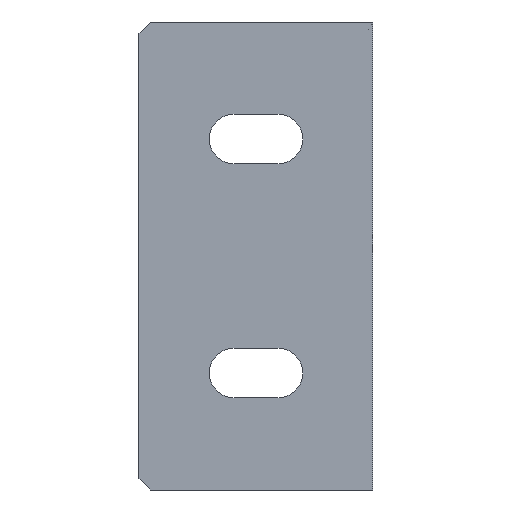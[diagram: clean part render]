
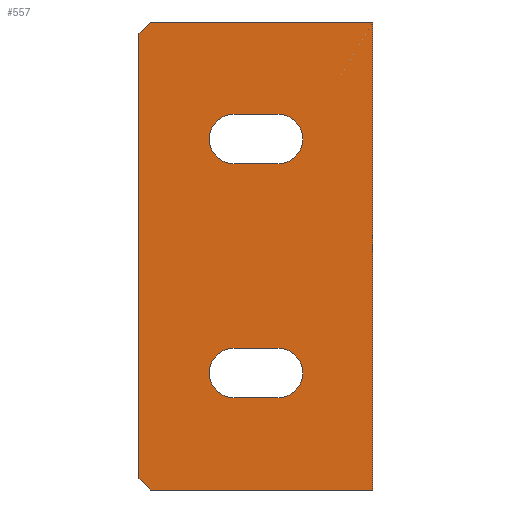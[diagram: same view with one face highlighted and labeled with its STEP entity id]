
A CAD part, left-side view. The second image highlights one B-rep face of the part: STEP entity #557.
In plain terms, the highlighted planar face has unit normal (-1, 0, 0).
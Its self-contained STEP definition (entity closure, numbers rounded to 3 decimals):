
#13=FACE_BOUND($,#87,.T.);
#14=FACE_BOUND($,#88,.T.);
#15=FACE_BOUND($,#89,.T.);
#35=PLANE($,#604);
#87=EDGE_LOOP($,(#447,#448,#449,#450));
#88=EDGE_LOOP($,(#451,#452,#453,#454));
#89=EDGE_LOOP($,(#455,#456,#457,#458,#459,#460));
#124=LINE($,#828,#186);
#128=LINE($,#838,#190);
#131=LINE($,#846,#193);
#136=LINE($,#859,#198);
#139=LINE($,#870,#201);
#141=LINE($,#874,#203);
#144=LINE($,#880,#206);
#145=LINE($,#882,#207);
#146=LINE($,#884,#208);
#147=LINE($,#885,#209);
#186=VECTOR($,#675,7.5);
#190=VECTOR($,#687,7.5);
#193=VECTOR($,#692,7.5);
#198=VECTOR($,#705,7.5);
#201=VECTOR($,#716,2.828);
#203=VECTOR($,#720,76.);
#206=VECTOR($,#725,38.);
#207=VECTOR($,#726,80.);
#208=VECTOR($,#727,38.);
#209=VECTOR($,#728,2.828);
#238=CIRCLE($,#588,4.25);
#240=CIRCLE($,#592,4.25);
#242=CIRCLE($,#597,4.25);
#244=CIRCLE($,#601,4.25);
#263=VERTEX_POINT($,#819);
#264=VERTEX_POINT($,#821);
#266=VERTEX_POINT($,#827);
#268=VERTEX_POINT($,#833);
#271=VERTEX_POINT($,#843);
#272=VERTEX_POINT($,#845);
#274=VERTEX_POINT($,#851);
#276=VERTEX_POINT($,#857);
#279=VERTEX_POINT($,#867);
#280=VERTEX_POINT($,#869);
#281=VERTEX_POINT($,#873);
#283=VERTEX_POINT($,#879);
#284=VERTEX_POINT($,#881);
#285=VERTEX_POINT($,#883);
#323=EDGE_CURVE($,#264,#263,#238,.T.);
#326=EDGE_CURVE($,#266,#264,#124,.T.);
#329=EDGE_CURVE($,#268,#266,#240,.T.);
#332=EDGE_CURVE($,#263,#268,#128,.T.);
#335=EDGE_CURVE($,#272,#271,#131,.T.);
#339=EDGE_CURVE($,#271,#274,#242,.T.);
#342=EDGE_CURVE($,#274,#276,#136,.T.);
#344=EDGE_CURVE($,#276,#272,#244,.T.);
#347=EDGE_CURVE($,#279,#280,#139,.T.);
#349=EDGE_CURVE($,#281,#280,#141,.T.);
#352=EDGE_CURVE($,#283,#279,#144,.T.);
#353=EDGE_CURVE($,#283,#284,#145,.T.);
#354=EDGE_CURVE($,#285,#284,#146,.T.);
#355=EDGE_CURVE($,#281,#285,#147,.T.);
#447=ORIENTED_EDGE($,*,*,#323,.T.);
#448=ORIENTED_EDGE($,*,*,#332,.T.);
#449=ORIENTED_EDGE($,*,*,#329,.T.);
#450=ORIENTED_EDGE($,*,*,#326,.T.);
#451=ORIENTED_EDGE($,*,*,#335,.T.);
#452=ORIENTED_EDGE($,*,*,#339,.T.);
#453=ORIENTED_EDGE($,*,*,#342,.T.);
#454=ORIENTED_EDGE($,*,*,#344,.T.);
#455=ORIENTED_EDGE($,*,*,#347,.F.);
#456=ORIENTED_EDGE($,*,*,#352,.F.);
#457=ORIENTED_EDGE($,*,*,#353,.T.);
#458=ORIENTED_EDGE($,*,*,#354,.F.);
#459=ORIENTED_EDGE($,*,*,#355,.F.);
#460=ORIENTED_EDGE($,*,*,#349,.T.);
#557=ADVANCED_FACE($,(#13,#14,#15),#35,.T.);
#588=AXIS2_PLACEMENT_3D($,#822,#669,#670);
#592=AXIS2_PLACEMENT_3D($,#834,#681,#682);
#597=AXIS2_PLACEMENT_3D($,#853,#699,#700);
#601=AXIS2_PLACEMENT_3D($,#862,#710,#711);
#604=AXIS2_PLACEMENT_3D($,#878,#723,#724);
#669=DIRECTION('center_axis',(1.,0.,0.));
#670=DIRECTION('ref_axis',(0.,0.,-1.));
#675=DIRECTION($,(0.,-1.,0.));
#681=DIRECTION('center_axis',(1.,0.,0.));
#682=DIRECTION('ref_axis',(0.,0.,1.));
#687=DIRECTION($,(0.,1.,0.));
#692=DIRECTION($,(0.,1.,0.));
#699=DIRECTION('center_axis',(1.,0.,0.));
#700=DIRECTION('ref_axis',(0.,0.,1.));
#705=DIRECTION($,(0.,-1.,0.));
#710=DIRECTION('center_axis',(1.,0.,0.));
#711=DIRECTION('ref_axis',(0.,0.,-1.));
#716=DIRECTION($,(0.,0.707,0.707));
#720=DIRECTION($,(0.,0.,-1.));
#723=DIRECTION('center_axis',(-1.,0.,0.));
#724=DIRECTION('ref_axis',(0.,-1.,0.));
#725=DIRECTION($,(0.,1.,0.));
#726=DIRECTION($,(0.,0.,1.));
#727=DIRECTION($,(0.,-1.,0.));
#728=DIRECTION($,(0.,-0.707,0.707));
#819=CARTESIAN_POINT('',(0.,16.25,-24.25));
#821=CARTESIAN_POINT('',(0.,16.25,-15.75));
#822=CARTESIAN_POINT('Origin',(0.,16.25,-20.));
#827=CARTESIAN_POINT('',(0.,23.75,-15.75));
#828=CARTESIAN_POINT($,(0.,31.875,-15.75));
#833=CARTESIAN_POINT('',(0.,23.75,-24.25));
#834=CARTESIAN_POINT('Origin',(0.,23.75,-20.));
#838=CARTESIAN_POINT($,(0.,28.125,-24.25));
#843=CARTESIAN_POINT('',(0.,23.75,15.75));
#845=CARTESIAN_POINT('',(0.,16.25,15.75));
#846=CARTESIAN_POINT($,(0.,28.125,15.75));
#851=CARTESIAN_POINT('',(0.,23.75,24.25));
#853=CARTESIAN_POINT('Origin',(0.,23.75,20.));
#857=CARTESIAN_POINT('',(0.,16.25,24.25));
#859=CARTESIAN_POINT($,(0.,31.875,24.25));
#862=CARTESIAN_POINT('Origin',(0.,16.25,20.));
#867=CARTESIAN_POINT('',(0.,38.,-40.));
#869=CARTESIAN_POINT('',(0.,40.,-38.));
#870=CARTESIAN_POINT($,(0.,49.,-29.));
#873=CARTESIAN_POINT('',(0.,40.,38.));
#874=CARTESIAN_POINT($,(0.,40.,0.));
#878=CARTESIAN_POINT('Origin',(0.,40.,0.));
#879=CARTESIAN_POINT('',(0.,0.,-40.));
#880=CARTESIAN_POINT($,(0.,0.,-40.));
#881=CARTESIAN_POINT('',(0.,0.,40.));
#882=CARTESIAN_POINT($,(0.,0.,0.));
#883=CARTESIAN_POINT('',(0.,38.,40.));
#884=CARTESIAN_POINT($,(0.,0.,40.));
#885=CARTESIAN_POINT($,(0.,49.,29.));
